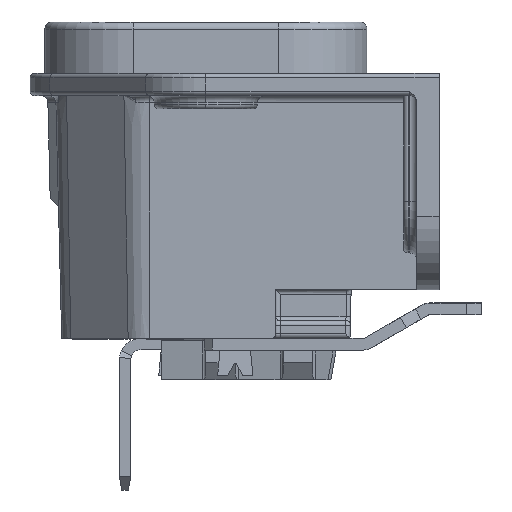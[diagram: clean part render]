
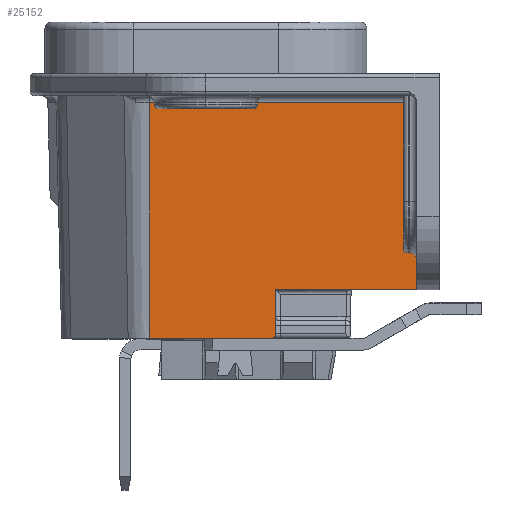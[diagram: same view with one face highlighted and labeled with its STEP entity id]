
A CAD part, left-side view. The second image highlights one B-rep face of the part: STEP entity #25152.
In plain terms, the highlighted planar face has unit normal (-1, 0, -0.024).
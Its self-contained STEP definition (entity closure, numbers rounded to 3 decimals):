
#6898 = CARTESIAN_POINT ( 'NONE',  ( -14.213, 3.8, -1.988 ) ) ;
#6948 = CARTESIAN_POINT ( 'NONE',  ( -13.902, -4.75, -14.7 ) ) ;
#6949 = DIRECTION ( 'NONE',  ( 0., -1., 0. ) ) ;
#6950 = VECTOR ( 'NONE', #6949, 1000. ) ;
#6951 = CARTESIAN_POINT ( 'NONE',  ( -13.902, -14.35, -14.7 ) ) ;
#6957 = LINE ( 'NONE', #6951, #6950 ) ;
#6985 = CARTESIAN_POINT ( 'NONE',  ( -14.213, -14.35, -1.988 ) ) ;
#6986 = DIRECTION ( 'NONE',  ( 0., 1., 0. ) ) ;
#6987 = VECTOR ( 'NONE', #6986, 1000. ) ;
#6988 = CARTESIAN_POINT ( 'NONE',  ( -14.213, 3.8, -1.988 ) ) ;
#6989 = LINE ( 'NONE', #6988, #6987 ) ;
#7004 = CARTESIAN_POINT ( 'NONE',  ( -13.902, -14.35, -14.7 ) ) ;
#7005 = DIRECTION ( 'NONE',  ( -0.024, 0., 1. ) ) ;
#7006 = VECTOR ( 'NONE', #7005, 1000. ) ;
#7007 = CARTESIAN_POINT ( 'NONE',  ( -14.233, -14.35, -1.163 ) ) ;
#7008 = LINE ( 'NONE', #7007, #7006 ) ;
#7009 = CARTESIAN_POINT ( 'NONE',  ( -14.213, -14.35, -2. ) ) ;
#7030 = CARTESIAN_POINT ( 'NONE',  ( -13.829, -4.75, -17.7 ) ) ;
#7031 = DIRECTION ( 'NONE',  ( 0.024, 0., -1. ) ) ;
#7032 = VECTOR ( 'NONE', #7031, 1000. ) ;
#7033 = CARTESIAN_POINT ( 'NONE',  ( -13.822, -4.75, -18. ) ) ;
#7034 = LINE ( 'NONE', #7033, #7032 ) ;
#7057 = CARTESIAN_POINT ( 'NONE',  ( -14.213, -14.35, -1.988 ) ) ;
#7058 = CARTESIAN_POINT ( 'NONE',  ( -14.213, -14.35, -1.992 ) ) ;
#7059 = CARTESIAN_POINT ( 'NONE',  ( -14.213, -14.35, -1.996 ) ) ;
#7060 = CARTESIAN_POINT ( 'NONE',  ( -14.213, -14.35, -2. ) ) ;
#7062 =( BOUNDED_CURVE ( )  B_SPLINE_CURVE ( 3, ( #7060, #7059, #7058, #7057 ),
 .UNSPECIFIED., .F., .T. ) 
 B_SPLINE_CURVE_WITH_KNOTS ( ( 4, 4 ),
 ( 1.571, 1.595 ),
 .UNSPECIFIED. ) 
 CURVE ( )  GEOMETRIC_REPRESENTATION_ITEM ( )  RATIONAL_B_SPLINE_CURVE ( ( 1., 1., 1., 1. ) ) 
 REPRESENTATION_ITEM ( '' )  );
#11847 = DIRECTION ( 'NONE',  ( -0.024, 0., 1. ) ) ;
#11848 = VECTOR ( 'NONE', #11847, 1000. ) ;
#11849 = CARTESIAN_POINT ( 'NONE',  ( -14.225, 3.8, -1.5 ) ) ;
#11850 = LINE ( 'NONE', #11849, #11848 ) ;
#11867 = CARTESIAN_POINT ( 'NONE',  ( -13.822, 3.8, -18. ) ) ;
#12569 = CARTESIAN_POINT ( 'NONE',  ( -13.829, -4.75, -17.7 ) ) ;
#12570 = CARTESIAN_POINT ( 'NONE',  ( -13.825, -4.75, -17.876 ) ) ;
#12571 = CARTESIAN_POINT ( 'NONE',  ( -13.822, -4.626, -18. ) ) ;
#12572 = CARTESIAN_POINT ( 'NONE',  ( -13.822, -4.45, -18. ) ) ;
#12573 =( BOUNDED_CURVE ( )  B_SPLINE_CURVE ( 3, ( #12572, #12571, #12570, #12569 ),
 .UNSPECIFIED., .F., .T. ) 
 B_SPLINE_CURVE_WITH_KNOTS ( ( 4, 4 ),
 ( 3.142, 4.712 ),
 .UNSPECIFIED. ) 
 CURVE ( )  GEOMETRIC_REPRESENTATION_ITEM ( )  RATIONAL_B_SPLINE_CURVE ( ( 1., 0.805, 0.805, 1. ) ) 
 REPRESENTATION_ITEM ( '' )  );
#12620 = DIRECTION ( 'NONE',  ( 0., 1., 0. ) ) ;
#12621 = VECTOR ( 'NONE', #12620, 1000. ) ;
#12622 = CARTESIAN_POINT ( 'NONE',  ( -13.822, 3.8, -18. ) ) ;
#12623 = LINE ( 'NONE', #12622, #12621 ) ;
#12770 = CARTESIAN_POINT ( 'NONE',  ( -13.822, -4.45, -18. ) ) ;
#12776 = DIRECTION ( 'NONE',  ( -0.024, 0., 1. ) ) ;
#12777 = DIRECTION ( 'NONE',  ( -1., 0., -0.024 ) ) ;
#12778 = CARTESIAN_POINT ( 'NONE',  ( -14.225, 3.8, -1.5 ) ) ;
#12779 = AXIS2_PLACEMENT_3D ( 'NONE', #12778, #12777, #12776 ) ;
#12780 = PLANE ( 'NONE',  #12779 ) ;
#12782 = FACE_OUTER_BOUND ( 'NONE', #25148, .T. ) ;
#18926 = VERTEX_POINT ( 'NONE', #6898 ) ;
#18967 = EDGE_CURVE ( 'NONE', #18968, #19005, #6957, .T. ) ;
#18968 = VERTEX_POINT ( 'NONE', #6948 ) ;
#18977 = EDGE_CURVE ( 'NONE', #18978, #18926, #6989, .T. ) ;
#18978 = VERTEX_POINT ( 'NONE', #6985 ) ;
#19002 = VERTEX_POINT ( 'NONE', #7009 ) ;
#19004 = EDGE_CURVE ( 'NONE', #19005, #19002, #7008, .T. ) ;
#19005 = VERTEX_POINT ( 'NONE', #7004 ) ;
#19027 = EDGE_CURVE ( 'NONE', #18968, #19028, #7034, .T. ) ;
#19028 = VERTEX_POINT ( 'NONE', #7030 ) ;
#19044 = EDGE_CURVE ( 'NONE', #19002, #18978, #7062, .T. ) ;
#24530 = VERTEX_POINT ( 'NONE', #11867 ) ;
#24537 = EDGE_CURVE ( 'NONE', #24530, #18926, #11850, .T. ) ;
#25041 = ORIENTED_EDGE ( 'NONE', *, *, #18967, .T. ) ;
#25042 = ORIENTED_EDGE ( 'NONE', *, *, #25045, .T. ) ;
#25045 = EDGE_CURVE ( 'NONE', #25155, #19028, #12573, .T. ) ;
#25046 = ORIENTED_EDGE ( 'NONE', *, *, #19004, .T. ) ;
#25047 = ORIENTED_EDGE ( 'NONE', *, *, #19027, .F. ) ;
#25050 = EDGE_CURVE ( 'NONE', #25155, #24530, #12623, .T. ) ;
#25147 = ORIENTED_EDGE ( 'NONE', *, *, #18977, .T. ) ;
#25148 = EDGE_LOOP ( 'NONE', ( #25156, #25147, #25158, #25157, #25042, #25047, #25041, #25046 ) ) ;
#25152 = ADVANCED_FACE ( 'NONE', ( #12782 ), #12780, .T. ) ;
#25155 = VERTEX_POINT ( 'NONE', #12770 ) ;
#25156 = ORIENTED_EDGE ( 'NONE', *, *, #19044, .T. ) ;
#25157 = ORIENTED_EDGE ( 'NONE', *, *, #25050, .F. ) ;
#25158 = ORIENTED_EDGE ( 'NONE', *, *, #24537, .F. ) ;
